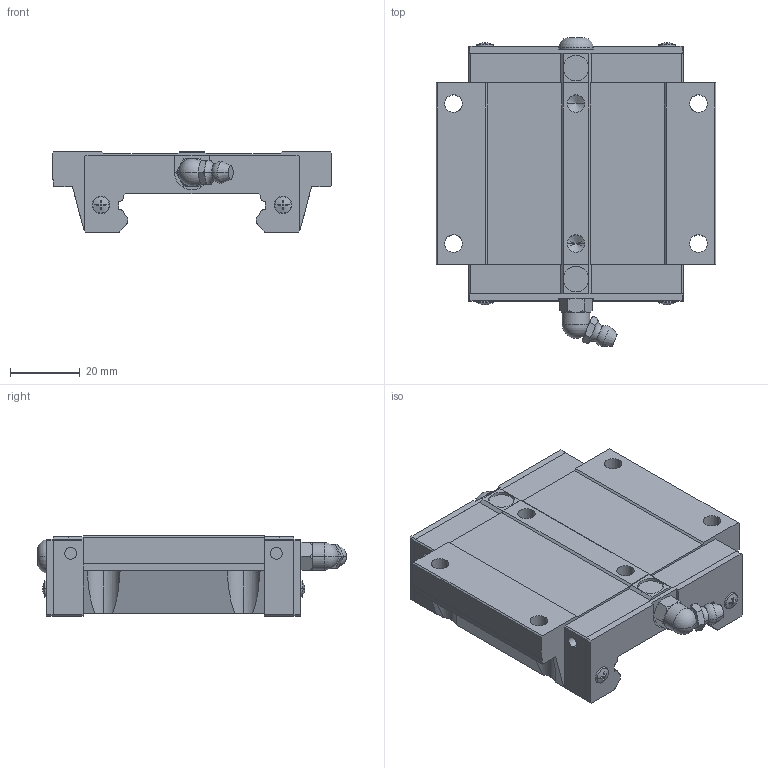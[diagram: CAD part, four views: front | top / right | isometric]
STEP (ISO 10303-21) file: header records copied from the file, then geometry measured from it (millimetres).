
FILE_DESCRIPTION(('STEP AP214'),'1');
FILE_NAME('cctmp_36BD762E-2EE5-47B1-8729-6A6866D9DC4B_2024_08_09_15_38_22_0559..stp','2024-08-09T13:38:22',('HIWIN GmbH'),('CADClick - www.CADClick.com'),'Spatial InterOp 3D',' ','unknown authorization');
FILE_SCHEMA(('AUTOMOTIVE_DESIGN'));
Length unit declared in the file: millimetre
Products named in the file (1): WEW27CCZ0C_FILE
Bounding box: 80 x 88.31 x 23 mm (x, y, z)
Volume: 78653.6 mm3; surface area: 20074.2 mm2
Topology: 1 solids, 5 shells, 354 faces, 941 edges, 608 vertices
Faces by surface type: plane 196, cylinder 96, cone 42, torus 18, sphere 2
Entity records: 13993 total; most frequent: CARTESIAN_POINT 2394, ORIENTED_EDGE 1870, DIRECTION 1807, EDGE_CURVE 935, AXIS2_PLACEMENT_3D 629, VERTEX_POINT 608, LINE 549, VECTOR 549
